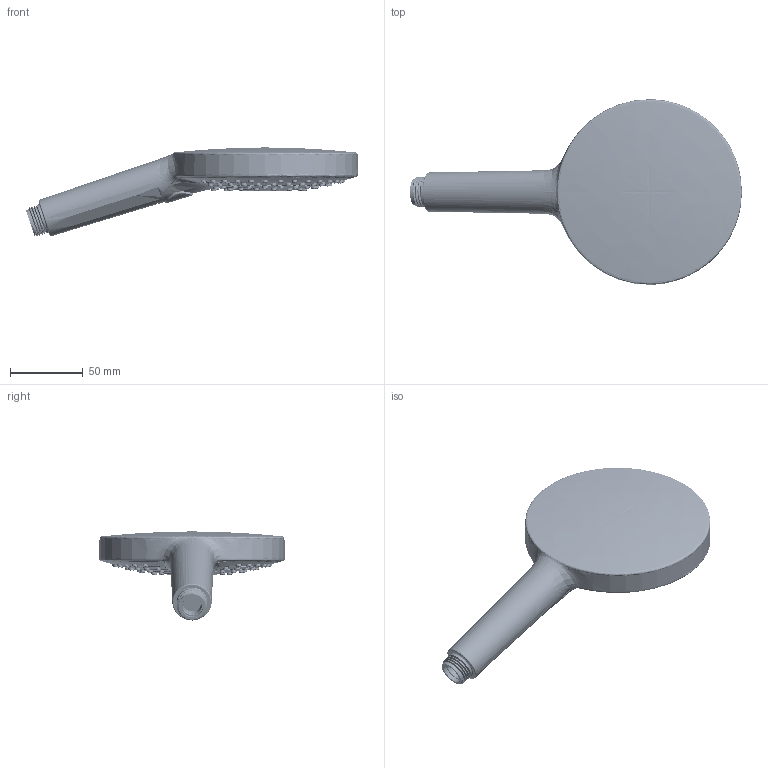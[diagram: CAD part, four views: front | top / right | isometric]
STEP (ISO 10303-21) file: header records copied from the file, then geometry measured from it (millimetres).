
FILE_DESCRIPTION(('CAx-IF Rec.Pracs.---Model Styling and Organization---1.2---2011-12-15','CAx-IF Rec.Pracs.---Geometric and Assembly Validation Properties---4.1---2014-06-16','CAx-IF Rec.Pracs.---PMI Polyline Presentation---2.0---2013-05-24'),'2;1');
FILE_NAME('1000086030_PPR_000.stp','2020-12-08T09:30:59+01:00',(''),(''),'STEP Interface 4.3 by CT CoreTechnologie','3D_Evolution4.3 by CT CoreTechnologie','');
FILE_SCHEMA(('AP203_CONFIGURATION_CONTROLLED_3D_DESIGN_OF_MECHANICAL_PARTS_AND_ASSEMBLIES_MIM_LF'));
Length unit declared in the file: millimetre
Products named in the file (10): P_2 HG Raindance Select S 120 Handbrause 1000086030_PPR_000_A2; P_2 Wasserfuehrung_Selecta_select 1000083216_PPA_000_A1; P_2 Taste Raindance Select 125 1000086031_PPA_000_A0; P_2 Griff Raindance Select 125 1000086032_PPA_000_A0; P_2 Kartusche RD Select 120 S 1000086036_PPR_000_A2; P_2 Strahlkoerper Raindance Select 130 1000086037_PPA_000_A1; P_2 Strahleinsatz Raindance Select 120 1000086042_PPA_000_A1; P_2 Gleithuelse Raindance Select 125 1000086051_PPA_000_A0; P_2 Düse komplett D1,2 1000083267_PPR_000_A0; P_2 Taumelduese Hardair-Softair 1000083265_PPA_000_A0
Assembly tree (11 placements, depth 4):
  P_2 HG Raindance Select S 120 Handbrause 1000086030_PPR_000_A2
    P_2 Wasserfuehrung_Selecta_select 1000083216_PPA_000_A1
    P_2 Taste Raindance Select 125 1000086031_PPA_000_A0
    P_2 Griff Raindance Select 125 1000086032_PPA_000_A0
    P_2 Kartusche RD Select 120 S 1000086036_PPR_000_A2
      P_2 Strahlkoerper Raindance Select 130 1000086037_PPA_000_A1
      P_2 Strahleinsatz Raindance Select 120 1000086042_PPA_000_A1
      P_2 Gleithuelse Raindance Select 125 1000086051_PPA_000_A0
      P_2 Düse komplett D1,2 1000083267_PPR_000_A0  x3
        P_2 Taumelduese Hardair-Softair 1000083265_PPA_000_A0
Bounding box: 228.2 x 127.6 x 61.2 mm (x, y, z)
Volume: 333555.5 mm3; surface area: 82429.9 mm2
Topology: 94 solids, 95 shells, 4697 faces, 10618 edges, 6232 vertices
Faces by surface type: bspline 3154, plane 1001, cylinder 542
Entity records: 499417 total; most frequent: CARTESIAN_POINT 358339, ORIENTED_EDGE 21018, DIRECTION 15835, EDGE_CURVE 10509, VERTEX_POINT 6174, AXIS2_PLACEMENT_3D 5521, EDGE_LOOP 4815, VECTOR 4793
